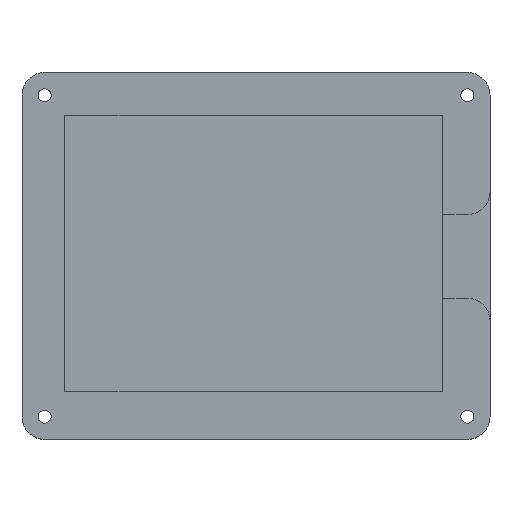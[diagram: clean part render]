
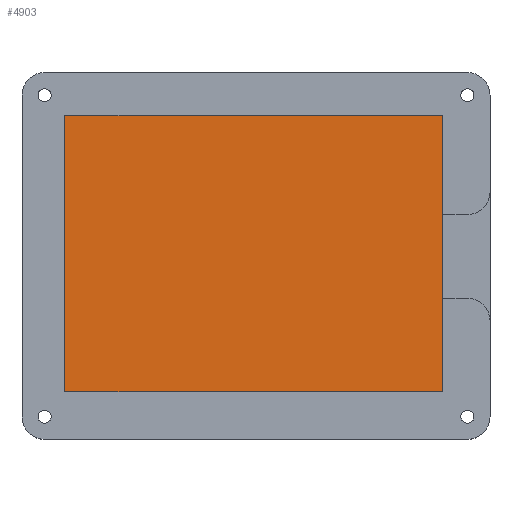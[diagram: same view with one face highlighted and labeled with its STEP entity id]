
A CAD part, top view. The second image highlights one B-rep face of the part: STEP entity #4903.
In plain terms, the highlighted planar face has unit normal (0, 0, 1).
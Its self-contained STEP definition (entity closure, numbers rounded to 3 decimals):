
#177=PLANE('',#5054);
#434=FACE_OUTER_BOUND('',#724,.T.);
#724=EDGE_LOOP('',(#4433,#4434,#4435,#4436));
#1134=LINE('',#9715,#1536);
#1135=LINE('',#9717,#1537);
#1136=LINE('',#9719,#1538);
#1137=LINE('',#9720,#1539);
#1536=VECTOR('',#5706,10.);
#1537=VECTOR('',#5707,10.);
#1538=VECTOR('',#5708,10.);
#1539=VECTOR('',#5709,10.);
#2320=VERTEX_POINT('',#9713);
#2321=VERTEX_POINT('',#9714);
#2322=VERTEX_POINT('',#9716);
#2323=VERTEX_POINT('',#9718);
#3034=EDGE_CURVE('',#2320,#2321,#1134,.T.);
#3035=EDGE_CURVE('',#2322,#2320,#1135,.T.);
#3036=EDGE_CURVE('',#2323,#2322,#1136,.T.);
#3037=EDGE_CURVE('',#2321,#2323,#1137,.T.);
#4433=ORIENTED_EDGE('',*,*,#3034,.F.);
#4434=ORIENTED_EDGE('',*,*,#3035,.F.);
#4435=ORIENTED_EDGE('',*,*,#3036,.F.);
#4436=ORIENTED_EDGE('',*,*,#3037,.F.);
#4903=ADVANCED_FACE('',(#434),#177,.T.);
#5054=AXIS2_PLACEMENT_3D('',#9712,#5704,#5705);
#5704=DIRECTION('center_axis',(0.,0.,1.));
#5705=DIRECTION('ref_axis',(1.,0.,0.));
#5706=DIRECTION('',(-1.,0.,0.));
#5707=DIRECTION('',(0.,-1.,0.));
#5708=DIRECTION('',(1.,0.,0.));
#5709=DIRECTION('',(0.,1.,0.));
#9712=CARTESIAN_POINT('Origin',(2.85,-4.51,3.));
#9713=CARTESIAN_POINT('',(44.662,-35.11,3.));
#9714=CARTESIAN_POINT('',(-38.963,-35.11,3.));
#9715=CARTESIAN_POINT('',(23.756,-35.11,3.));
#9716=CARTESIAN_POINT('',(44.662,26.09,3.));
#9717=CARTESIAN_POINT('',(44.662,10.79,3.));
#9718=CARTESIAN_POINT('',(-38.963,26.09,3.));
#9719=CARTESIAN_POINT('',(-18.056,26.09,3.));
#9720=CARTESIAN_POINT('',(-38.963,-19.81,3.));
